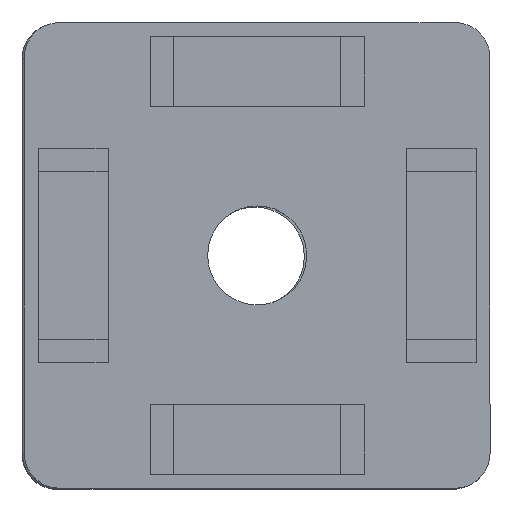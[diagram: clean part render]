
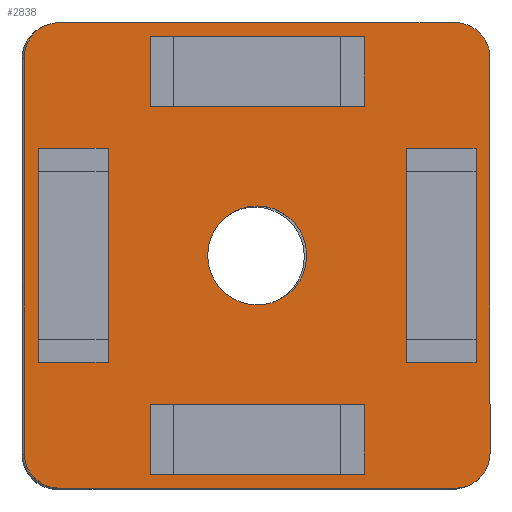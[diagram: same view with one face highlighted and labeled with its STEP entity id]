
A CAD part, top view. The second image highlights one B-rep face of the part: STEP entity #2838.
In plain terms, the highlighted face is planar.
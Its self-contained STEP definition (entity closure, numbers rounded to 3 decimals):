
#67=FACE_BOUND('',#442,.T.);
#68=FACE_BOUND('',#443,.T.);
#69=FACE_BOUND('',#444,.T.);
#70=FACE_BOUND('',#445,.T.);
#71=FACE_BOUND('',#446,.T.);
#133=PLANE('',#3149);
#272=FACE_OUTER_BOUND('',#441,.T.);
#441=EDGE_LOOP('',(#2239,#2240,#2241,#2242,#2243,#2244,#2245,#2246));
#442=EDGE_LOOP('',(#2247,#2248,#2249,#2250));
#443=EDGE_LOOP('',(#2251,#2252,#2253,#2254));
#444=EDGE_LOOP('',(#2255,#2256,#2257,#2258));
#445=EDGE_LOOP('',(#2259,#2260,#2261,#2262));
#446=EDGE_LOOP('',(#2263));
#630=LINE('',#4543,#904);
#633=LINE('',#4548,#907);
#635=LINE('',#4552,#909);
#637=LINE('',#4555,#911);
#654=LINE('',#4592,#928);
#657=LINE('',#4597,#931);
#659=LINE('',#4601,#933);
#661=LINE('',#4604,#935);
#678=LINE('',#4641,#952);
#681=LINE('',#4646,#955);
#683=LINE('',#4650,#957);
#685=LINE('',#4653,#959);
#701=LINE('',#4687,#975);
#703=LINE('',#4691,#977);
#707=LINE('',#4699,#981);
#710=LINE('',#4703,#984);
#713=LINE('',#4713,#987);
#715=LINE('',#4717,#989);
#716=LINE('',#4721,#990);
#717=LINE('',#4725,#991);
#904=VECTOR('',#3557,10.);
#907=VECTOR('',#3562,10.);
#909=VECTOR('',#3566,10.);
#911=VECTOR('',#3570,10.);
#928=VECTOR('',#3599,10.);
#931=VECTOR('',#3604,10.);
#933=VECTOR('',#3608,10.);
#935=VECTOR('',#3612,10.);
#952=VECTOR('',#3641,10.);
#955=VECTOR('',#3646,10.);
#957=VECTOR('',#3650,10.);
#959=VECTOR('',#3654,10.);
#975=VECTOR('',#3682,10.);
#977=VECTOR('',#3686,10.);
#981=VECTOR('',#3692,10.);
#984=VECTOR('',#3697,10.);
#987=VECTOR('',#3708,10.);
#989=VECTOR('',#3712,10.);
#990=VECTOR('',#3715,10.);
#991=VECTOR('',#3718,10.);
#1146=CIRCLE('',#3147,3.);
#1147=CIRCLE('',#3150,3.);
#1148=CIRCLE('',#3151,3.);
#1149=CIRCLE('',#3152,3.);
#1150=CIRCLE('',#3153,4.25);
#1308=VERTEX_POINT('',#4540);
#1309=VERTEX_POINT('',#4542);
#1310=VERTEX_POINT('',#4547);
#1311=VERTEX_POINT('',#4551);
#1324=VERTEX_POINT('',#4589);
#1325=VERTEX_POINT('',#4591);
#1326=VERTEX_POINT('',#4596);
#1327=VERTEX_POINT('',#4600);
#1340=VERTEX_POINT('',#4638);
#1341=VERTEX_POINT('',#4640);
#1342=VERTEX_POINT('',#4645);
#1343=VERTEX_POINT('',#4649);
#1354=VERTEX_POINT('',#4684);
#1355=VERTEX_POINT('',#4686);
#1356=VERTEX_POINT('',#4690);
#1359=VERTEX_POINT('',#4698);
#1360=VERTEX_POINT('',#4706);
#1361=VERTEX_POINT('',#4708);
#1362=VERTEX_POINT('',#4712);
#1363=VERTEX_POINT('',#4716);
#1364=VERTEX_POINT('',#4718);
#1365=VERTEX_POINT('',#4720);
#1366=VERTEX_POINT('',#4722);
#1367=VERTEX_POINT('',#4724);
#1368=VERTEX_POINT('',#4727);
#1606=EDGE_CURVE('',#1309,#1308,#630,.T.);
#1609=EDGE_CURVE('',#1310,#1309,#633,.T.);
#1611=EDGE_CURVE('',#1311,#1310,#635,.T.);
#1613=EDGE_CURVE('',#1308,#1311,#637,.T.);
#1630=EDGE_CURVE('',#1325,#1324,#654,.T.);
#1633=EDGE_CURVE('',#1326,#1325,#657,.T.);
#1635=EDGE_CURVE('',#1327,#1326,#659,.T.);
#1637=EDGE_CURVE('',#1324,#1327,#661,.T.);
#1654=EDGE_CURVE('',#1341,#1340,#678,.T.);
#1657=EDGE_CURVE('',#1342,#1341,#681,.T.);
#1659=EDGE_CURVE('',#1343,#1342,#683,.T.);
#1661=EDGE_CURVE('',#1340,#1343,#685,.T.);
#1677=EDGE_CURVE('',#1355,#1354,#701,.T.);
#1679=EDGE_CURVE('',#1356,#1355,#703,.T.);
#1683=EDGE_CURVE('',#1359,#1356,#707,.T.);
#1686=EDGE_CURVE('',#1354,#1359,#710,.T.);
#1688=EDGE_CURVE('',#1360,#1361,#1146,.T.);
#1690=EDGE_CURVE('',#1361,#1362,#713,.T.);
#1692=EDGE_CURVE('',#1363,#1360,#715,.T.);
#1693=EDGE_CURVE('',#1364,#1363,#1147,.T.);
#1694=EDGE_CURVE('',#1365,#1364,#716,.T.);
#1695=EDGE_CURVE('',#1366,#1365,#1148,.T.);
#1696=EDGE_CURVE('',#1367,#1366,#717,.T.);
#1697=EDGE_CURVE('',#1362,#1367,#1149,.T.);
#1698=EDGE_CURVE('',#1368,#1368,#1150,.T.);
#2239=ORIENTED_EDGE('',*,*,#1688,.F.);
#2240=ORIENTED_EDGE('',*,*,#1692,.F.);
#2241=ORIENTED_EDGE('',*,*,#1693,.F.);
#2242=ORIENTED_EDGE('',*,*,#1694,.F.);
#2243=ORIENTED_EDGE('',*,*,#1695,.F.);
#2244=ORIENTED_EDGE('',*,*,#1696,.F.);
#2245=ORIENTED_EDGE('',*,*,#1697,.F.);
#2246=ORIENTED_EDGE('',*,*,#1690,.F.);
#2247=ORIENTED_EDGE('',*,*,#1606,.T.);
#2248=ORIENTED_EDGE('',*,*,#1613,.T.);
#2249=ORIENTED_EDGE('',*,*,#1611,.T.);
#2250=ORIENTED_EDGE('',*,*,#1609,.T.);
#2251=ORIENTED_EDGE('',*,*,#1630,.T.);
#2252=ORIENTED_EDGE('',*,*,#1637,.T.);
#2253=ORIENTED_EDGE('',*,*,#1635,.T.);
#2254=ORIENTED_EDGE('',*,*,#1633,.T.);
#2255=ORIENTED_EDGE('',*,*,#1654,.T.);
#2256=ORIENTED_EDGE('',*,*,#1661,.T.);
#2257=ORIENTED_EDGE('',*,*,#1659,.T.);
#2258=ORIENTED_EDGE('',*,*,#1657,.T.);
#2259=ORIENTED_EDGE('',*,*,#1677,.T.);
#2260=ORIENTED_EDGE('',*,*,#1686,.T.);
#2261=ORIENTED_EDGE('',*,*,#1683,.T.);
#2262=ORIENTED_EDGE('',*,*,#1679,.T.);
#2263=ORIENTED_EDGE('',*,*,#1698,.T.);
#2838=ADVANCED_FACE('',(#272,#67,#68,#69,#70,#71),#133,.F.);
#3147=AXIS2_PLACEMENT_3D('',#4709,#3703,#3704);
#3149=AXIS2_PLACEMENT_3D('',#4715,#3710,#3711);
#3150=AXIS2_PLACEMENT_3D('',#4719,#3713,#3714);
#3151=AXIS2_PLACEMENT_3D('',#4723,#3716,#3717);
#3152=AXIS2_PLACEMENT_3D('',#4726,#3719,#3720);
#3153=AXIS2_PLACEMENT_3D('',#4728,#3721,#3722);
#3557=DIRECTION('',(-1.,0.,0.));
#3562=DIRECTION('',(0.,1.,0.));
#3566=DIRECTION('',(1.,0.,0.));
#3570=DIRECTION('',(0.,-1.,0.));
#3599=DIRECTION('',(0.,1.,0.));
#3604=DIRECTION('',(1.,0.,0.));
#3608=DIRECTION('',(0.,-1.,0.));
#3612=DIRECTION('',(-1.,0.,0.));
#3641=DIRECTION('',(1.,0.,0.));
#3646=DIRECTION('',(0.,-1.,0.));
#3650=DIRECTION('',(-1.,0.,0.));
#3654=DIRECTION('',(0.,1.,0.));
#3682=DIRECTION('',(0.,-1.,0.));
#3686=DIRECTION('',(-1.,0.,0.));
#3692=DIRECTION('',(0.,1.,0.));
#3697=DIRECTION('',(1.,0.,0.));
#3703=DIRECTION('center_axis',(0.,0.,1.));
#3704=DIRECTION('ref_axis',(0.707,0.707,0.));
#3708=DIRECTION('',(-1.,0.,0.));
#3710=DIRECTION('center_axis',(0.,0.,1.));
#3711=DIRECTION('ref_axis',(1.,0.,0.));
#3712=DIRECTION('',(0.,1.,0.));
#3713=DIRECTION('center_axis',(0.,0.,1.));
#3714=DIRECTION('ref_axis',(0.707,-0.707,0.));
#3715=DIRECTION('',(1.,0.,0.));
#3716=DIRECTION('center_axis',(0.,0.,1.));
#3717=DIRECTION('ref_axis',(-0.707,-0.707,0.));
#3718=DIRECTION('',(0.,-1.,0.));
#3719=DIRECTION('center_axis',(0.,0.,1.));
#3720=DIRECTION('ref_axis',(-0.707,0.707,0.));
#3721=DIRECTION('center_axis',(0.,0.,1.));
#3722=DIRECTION('ref_axis',(-1.,0.,0.));
#4540=CARTESIAN_POINT('',(12.8,9.2,0.));
#4542=CARTESIAN_POINT('',(18.8,9.2,0.));
#4543=CARTESIAN_POINT('',(6.4,9.2,0.));
#4547=CARTESIAN_POINT('',(18.8,-9.2,0.));
#4548=CARTESIAN_POINT('',(18.8,4.6,0.));
#4551=CARTESIAN_POINT('',(12.8,-9.2,0.));
#4552=CARTESIAN_POINT('',(9.4,-9.2,0.));
#4555=CARTESIAN_POINT('',(12.8,-4.6,0.));
#4589=CARTESIAN_POINT('',(9.2,-12.8,0.));
#4591=CARTESIAN_POINT('',(9.2,-18.8,0.));
#4592=CARTESIAN_POINT('',(9.2,-6.4,0.));
#4596=CARTESIAN_POINT('',(-9.2,-18.8,0.));
#4597=CARTESIAN_POINT('',(4.6,-18.8,0.));
#4600=CARTESIAN_POINT('',(-9.2,-12.8,0.));
#4601=CARTESIAN_POINT('',(-9.2,-9.4,0.));
#4604=CARTESIAN_POINT('',(-4.6,-12.8,0.));
#4638=CARTESIAN_POINT('',(-12.8,-9.2,0.));
#4640=CARTESIAN_POINT('',(-18.8,-9.2,0.));
#4641=CARTESIAN_POINT('',(-6.4,-9.2,0.));
#4645=CARTESIAN_POINT('',(-18.8,9.2,0.));
#4646=CARTESIAN_POINT('',(-18.8,-4.6,0.));
#4649=CARTESIAN_POINT('',(-12.8,9.2,0.));
#4650=CARTESIAN_POINT('',(-9.4,9.2,0.));
#4653=CARTESIAN_POINT('',(-12.8,4.6,0.));
#4684=CARTESIAN_POINT('',(-9.2,12.8,0.));
#4686=CARTESIAN_POINT('',(-9.2,18.8,0.));
#4687=CARTESIAN_POINT('',(-9.2,6.4,0.));
#4690=CARTESIAN_POINT('',(9.2,18.8,0.));
#4691=CARTESIAN_POINT('',(-4.6,18.8,0.));
#4698=CARTESIAN_POINT('',(9.2,12.8,0.));
#4699=CARTESIAN_POINT('',(9.2,9.4,0.));
#4703=CARTESIAN_POINT('',(4.6,12.8,0.));
#4706=CARTESIAN_POINT('',(20.,17.,0.));
#4708=CARTESIAN_POINT('',(17.,20.,0.));
#4709=CARTESIAN_POINT('Origin',(17.,17.,0.));
#4712=CARTESIAN_POINT('',(-17.,20.,0.));
#4713=CARTESIAN_POINT('',(20.,20.,0.));
#4715=CARTESIAN_POINT('Origin',(0.,0.,
0.));
#4716=CARTESIAN_POINT('',(20.,-17.,0.));
#4717=CARTESIAN_POINT('',(20.,-20.,0.));
#4718=CARTESIAN_POINT('',(17.,-20.,0.));
#4719=CARTESIAN_POINT('Origin',(17.,-17.,0.));
#4720=CARTESIAN_POINT('',(-17.,-20.,0.));
#4721=CARTESIAN_POINT('',(-20.,-20.,0.));
#4722=CARTESIAN_POINT('',(-20.,-17.,0.));
#4723=CARTESIAN_POINT('Origin',(-17.,-17.,0.));
#4724=CARTESIAN_POINT('',(-20.,17.,0.));
#4725=CARTESIAN_POINT('',(-20.,20.,0.));
#4726=CARTESIAN_POINT('Origin',(-17.,17.,0.));
#4727=CARTESIAN_POINT('',(4.25,0.,0.));
#4728=CARTESIAN_POINT('Origin',(0.,0.,0.));
